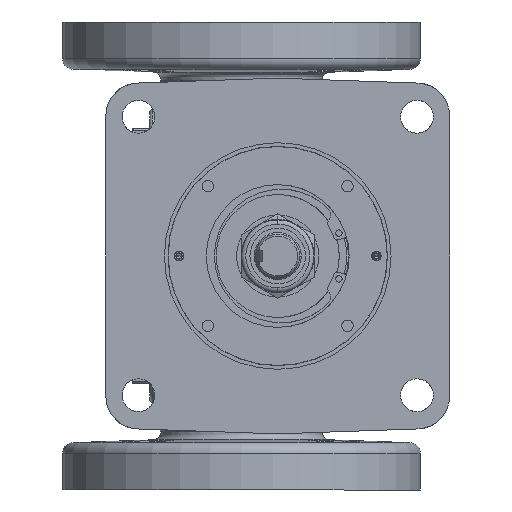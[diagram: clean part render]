
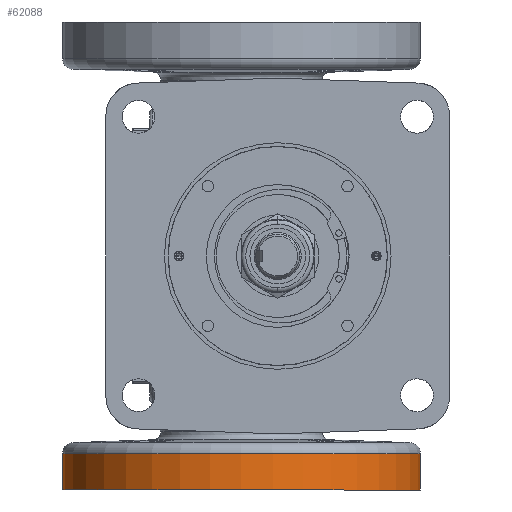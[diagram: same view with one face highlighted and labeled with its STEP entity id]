
A CAD part, left-side view. The second image highlights one B-rep face of the part: STEP entity #62088.
In plain terms, the highlighted cylindrical face has radius 77.724 mm (diameter 155.448 mm), a partial arc.
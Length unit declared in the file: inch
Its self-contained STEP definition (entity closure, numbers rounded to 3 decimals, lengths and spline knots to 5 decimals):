
#4492 = VECTOR ( 'NONE', #73976, 39.37008 ) ;
#5965 = CARTESIAN_POINT ( 'NONE',  ( -1.5, 3.68, -4. ) ) ;
#6444 = VECTOR ( 'NONE', #59798, 39.37008 ) ;
#6621 = VERTEX_POINT ( 'NONE', #42482 ) ;
#21998 = DIRECTION ( 'NONE',  ( 0., 1., 0. ) ) ;
#23593 = LINE ( 'NONE', #74257, #4492 ) ;
#24032 = CIRCLE ( 'NONE', #72184, 3.06 ) ;
#28026 = ORIENTED_EDGE ( 'NONE', *, *, #76955, .T. ) ;
#28969 = DIRECTION ( 'NONE',  ( 0., 0., -1. ) ) ;
#30488 = LINE ( 'NONE', #46049, #6444 ) ;
#31666 = VERTEX_POINT ( 'NONE', #33445 ) ;
#32185 = ORIENTED_EDGE ( 'NONE', *, *, #80328, .F. ) ;
#33445 = CARTESIAN_POINT ( 'NONE',  ( -1.5, 3.68, -3.37988 ) ) ;
#34219 = CARTESIAN_POINT ( 'NONE',  ( -1.5, 0.62, 4.42242 ) ) ;
#34362 = EDGE_LOOP ( 'NONE', ( #47005, #42104, #28026, #32185 ) ) ;
#34629 = VERTEX_POINT ( 'NONE', #68495 ) ;
#42104 = ORIENTED_EDGE ( 'NONE', *, *, #69335, .T. ) ;
#42122 = AXIS2_PLACEMENT_3D ( 'NONE', #34219, #66529, #68429 ) ;
#42482 = CARTESIAN_POINT ( 'NONE',  ( -1.5, -2.44, -4. ) ) ;
#46049 = CARTESIAN_POINT ( 'NONE',  ( -1.5, 3.68, 4.42242 ) ) ;
#47005 = ORIENTED_EDGE ( 'NONE', *, *, #64158, .F. ) ;
#49943 = DIRECTION ( 'NONE',  ( 0., 0., -1. ) ) ;
#50162 = CYLINDRICAL_SURFACE ( 'NONE', #42122, 3.06 ) ;
#50243 = DIRECTION ( 'NONE',  ( 0., 1., 0. ) ) ;
#51968 = CIRCLE ( 'NONE', #73557, 3.06 ) ;
#59798 = DIRECTION ( 'NONE',  ( 0., 0., 1. ) ) ;
#62088 = ADVANCED_FACE ( 'Defeatured_0_1190', ( #75289 ), #50162, .T. ) ;
#64158 = EDGE_CURVE ( 'Defeatured_0_919+Defeatured_0_1190+Defeatured_0_1188+Defeatured_0_1187', #6621, #75370, #51968, .T. ) ;
#66529 = DIRECTION ( 'NONE',  ( 0., 0., 1. ) ) ;
#68429 = DIRECTION ( 'NONE',  ( 0., 1., 0. ) ) ;
#68495 = CARTESIAN_POINT ( 'NONE',  ( -1.5, -2.44, -3.37988 ) ) ;
#69335 = EDGE_CURVE ( 'NONE', #6621, #34629, #23593, .T. ) ;
#72184 = AXIS2_PLACEMENT_3D ( 'NONE', #79606, #28969, #21998 ) ;
#73557 = AXIS2_PLACEMENT_3D ( 'NONE', #75500, #49943, #50243 ) ;
#73976 = DIRECTION ( 'NONE',  ( 0., 0., 1. ) ) ;
#74257 = CARTESIAN_POINT ( 'NONE',  ( -1.5, -2.44, 4.42242 ) ) ;
#75289 = FACE_OUTER_BOUND ( 'NONE', #34362, .T. ) ;
#75370 = VERTEX_POINT ( 'NONE', #5965 ) ;
#75500 = CARTESIAN_POINT ( 'NONE',  ( -1.5, 0.62, -4. ) ) ;
#76955 = EDGE_CURVE ( 'Defeatured_0_1190+Defeatured_0_1143+Defeatured_0_1188+Defeatured_0_1187', #34629, #31666, #24032, .T. ) ;
#79606 = CARTESIAN_POINT ( 'NONE',  ( -1.5, 0.62, -3.37988 ) ) ;
#80328 = EDGE_CURVE ( 'NONE', #75370, #31666, #30488, .T. ) ;
